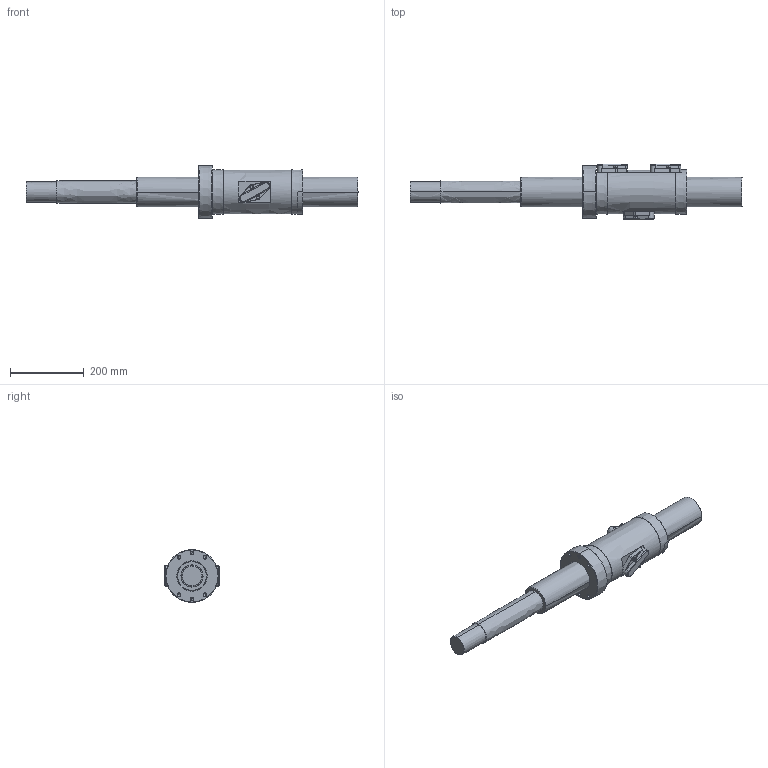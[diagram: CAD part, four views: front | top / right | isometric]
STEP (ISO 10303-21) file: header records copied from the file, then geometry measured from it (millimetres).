
FILE_DESCRIPTION((''),'2;1');
FILE_NAME('0016_HSP8016FN_ASM','2022-07-13T10:45:01',('10019049'),(''),'CREO PARAMETRIC BY PTC INC, 2019080','CREO PARAMETRIC BY PTC INC, 2019080','');
FILE_SCHEMA(('CONFIG_CONTROL_DESIGN'));
Length unit declared in the file: millimetre
Products named in the file (6): NUT_HSP8016FN; ST_HSP8016FN; LOCKER_HSP8016FN; __6_0001; M616_0001; 0016_HSP8016FN_ASM
Assembly tree (17 placements, depth 2):
  0016_HSP8016FN_ASM
    NUT_HSP8016FN
    ST_HSP8016FN
    LOCKER_HSP8016FN  x3
    __6_0001  x6
    M616_0001  x6
Bounding box: 900 x 150 x 143 mm (x, y, z)
Surface area: 460058.7 mm2 (no closed solid volume)
Topology: 0 solids, 0 shells, 419 faces, 1938 edges, 1902 vertices
Faces by surface type: bspline 394, torus 25
Entity records: 21752 total; most frequent: CARTESIAN_POINT 13197, DIRECTION 1397, TRIMMED_CURVE 1151, VECTOR 961, LINE 961, DEFINITIONAL_REPRESENTATION 894, PCURVE 894, COMPOSITE_CURVE_SEGMENT 894
